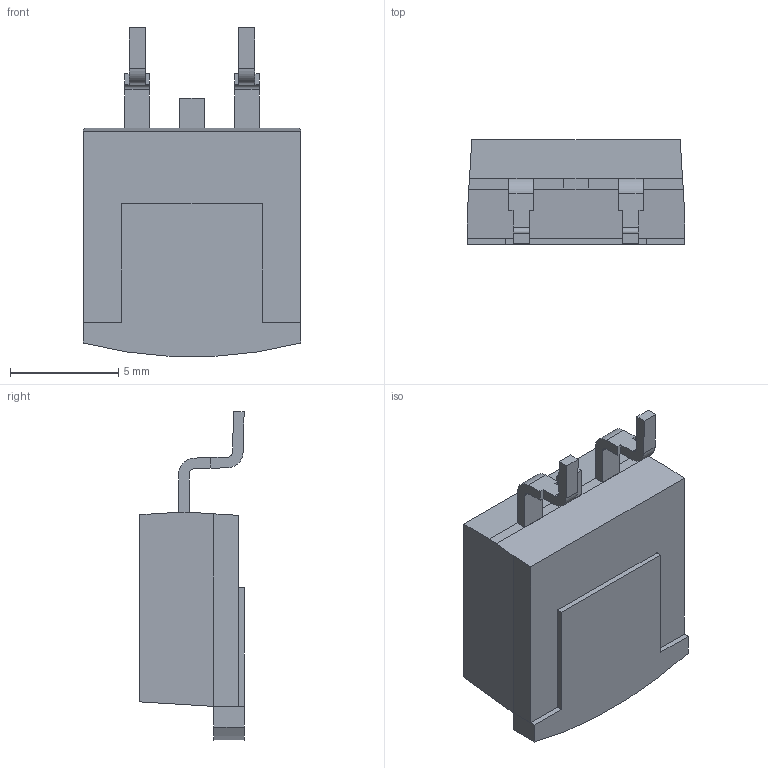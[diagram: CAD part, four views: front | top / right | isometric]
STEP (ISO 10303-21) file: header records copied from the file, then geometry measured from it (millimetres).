
FILE_DESCRIPTION (( 'STEP AP214' ), '1' );
FILE_NAME ('IPB60R165CP.STEP', '2020-01-17T21:04:31', ( '' ), ( '' ), 'SwSTEP 2.0', 'SolidWorks 2017', '' );
FILE_SCHEMA (( 'AUTOMOTIVE_DESIGN' ));
Length unit declared in the file: millimetre
Products named in the file (1): IPB60R165CP
Bounding box: 10.06 x 4.83 x 15.21 mm (x, y, z)
Volume: 436.1 mm3; surface area: 548.7 mm2
Topology: 5 solids, 5 shells, 68 faces, 170 edges, 112 vertices
Faces by surface type: plane 59, cylinder 9
Entity records: 2070 total; most frequent: CARTESIAN_POINT 351, ORIENTED_EDGE 340, DIRECTION 326, EDGE_CURVE 170, LINE 152, VECTOR 152, VERTEX_POINT 112, AXIS2_PLACEMENT_3D 87
